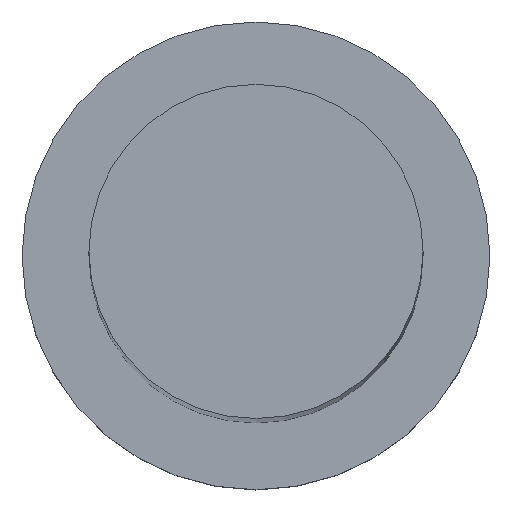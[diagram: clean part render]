
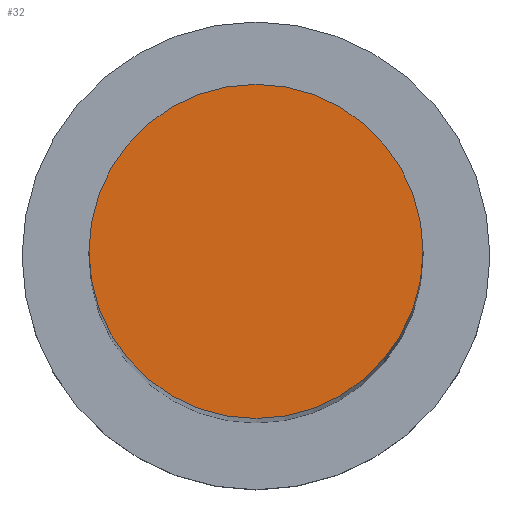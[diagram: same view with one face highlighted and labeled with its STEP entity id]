
A CAD part, top view. The second image highlights one B-rep face of the part: STEP entity #32.
In plain terms, the highlighted planar face has unit normal (0, 0, 1).
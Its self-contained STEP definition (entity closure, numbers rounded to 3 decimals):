
#7 = CIRCLE ( 'NONE', #154, 10. ) ;
#32 = ADVANCED_FACE ( 'NONE', ( #202 ), #90, .T. ) ;
#33 = CARTESIAN_POINT ( 'NONE',  ( 0., 0., 160. ) ) ;
#38 = CARTESIAN_POINT ( 'NONE',  ( 0., 0., 160. ) ) ;
#61 = VERTEX_POINT ( 'NONE', #187 ) ;
#72 = CIRCLE ( 'NONE', #215, 10. ) ;
#84 = CARTESIAN_POINT ( 'NONE',  ( -10., 0., 160. ) ) ;
#90 = PLANE ( 'NONE',  #113 ) ;
#110 = DIRECTION ( 'NONE',  ( 1., 0., 0. ) ) ;
#113 = AXIS2_PLACEMENT_3D ( 'NONE', #242, #186, #110 ) ;
#114 = ORIENTED_EDGE ( 'NONE', *, *, #210, .T. ) ;
#137 = DIRECTION ( 'NONE',  ( 1., 0., 0. ) ) ;
#144 = DIRECTION ( 'NONE',  ( 1., 0., 0. ) ) ;
#147 = EDGE_CURVE ( 'NONE', #173, #61, #7, .T. ) ;
#154 = AXIS2_PLACEMENT_3D ( 'NONE', #33, #162, #144 ) ;
#160 = ORIENTED_EDGE ( 'NONE', *, *, #147, .T. ) ;
#162 = DIRECTION ( 'NONE',  ( 0., 0., 1. ) ) ;
#173 = VERTEX_POINT ( 'NONE', #84 ) ;
#186 = DIRECTION ( 'NONE',  ( 0., 0., 1. ) ) ;
#187 = CARTESIAN_POINT ( 'NONE',  ( 10., 0., 160. ) ) ;
#192 = DIRECTION ( 'NONE',  ( 0., 0., 1. ) ) ;
#202 = FACE_OUTER_BOUND ( 'NONE', #227, .T. ) ;
#210 = EDGE_CURVE ( 'NONE', #61, #173, #72, .T. ) ;
#215 = AXIS2_PLACEMENT_3D ( 'NONE', #38, #192, #137 ) ;
#227 = EDGE_LOOP ( 'NONE', ( #160, #114 ) ) ;
#242 = CARTESIAN_POINT ( 'NONE',  ( 0., 0., 160. ) ) ;
